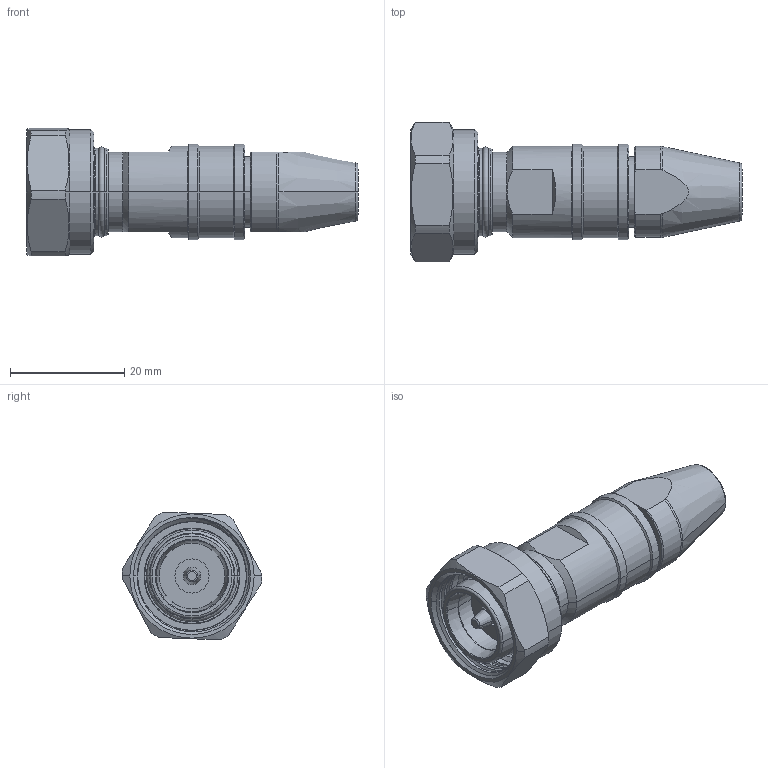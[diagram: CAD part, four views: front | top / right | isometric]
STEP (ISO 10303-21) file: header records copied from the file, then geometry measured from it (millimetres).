
FILE_DESCRIPTION (( 'STEP AP203' ), '1' );
FILE_NAME ('3190-6274.STEP', '2020-03-05T03:15:14', ( '001' ), ( '' ), 'SwSTEP 2.0', 'SolidWorks 2016', '' );
FILE_SCHEMA (( 'CONFIG_CONTROL_DESIGN' ));
Length unit declared in the file: millimetre
Products named in the file (1): 3190-6274
Bounding box: 58.2 x 24.5 x 22.41 mm (x, y, z)
Volume: 10088.1 mm3; surface area: 6160 mm2
Topology: 2 solids, 2 shells, 173 faces, 383 edges, 228 vertices
Faces by surface type: cylinder 67, cone 50, plane 31, torus 23, bspline 2
Entity records: 6166 total; most frequent: CARTESIAN_POINT 2230, DIRECTION 872, ORIENTED_EDGE 766, EDGE_CURVE 383, AXIS2_PLACEMENT_3D 370, VERTEX_POINT 228, CIRCLE 198, EDGE_LOOP 189
